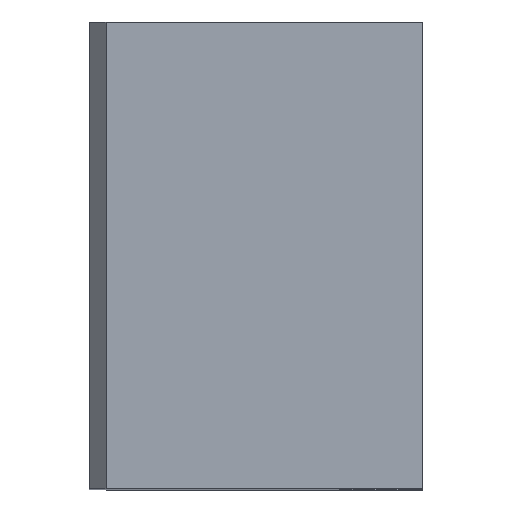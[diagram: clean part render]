
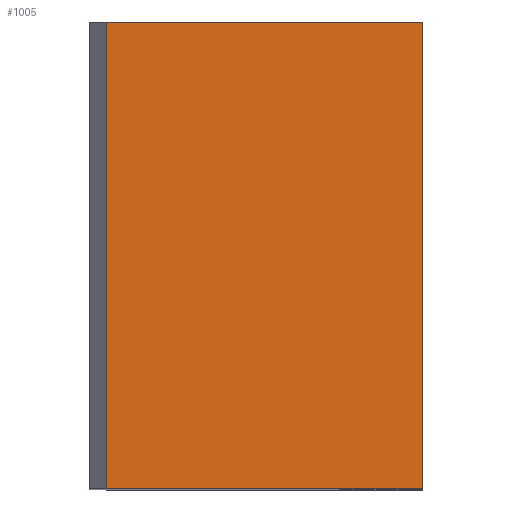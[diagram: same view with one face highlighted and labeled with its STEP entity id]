
A CAD part, top view. The second image highlights one B-rep face of the part: STEP entity #1005.
In plain terms, the highlighted planar face has unit normal (0, 0, 1).
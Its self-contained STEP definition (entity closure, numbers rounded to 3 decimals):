
#44 = PLANE('',#45);
#45 = AXIS2_PLACEMENT_3D('',#46,#47,#48);
#46 = CARTESIAN_POINT('',(-10.,0.,25.));
#47 = DIRECTION('',(0.,-1.,0.));
#48 = DIRECTION('',(0.,0.,-1.));
#100 = PLANE('',#101);
#101 = AXIS2_PLACEMENT_3D('',#102,#103,#104);
#102 = CARTESIAN_POINT('',(-10.,-28.,25.));
#103 = DIRECTION('',(0.,-1.,0.));
#104 = DIRECTION('',(0.,0.,-1.));
#413 = VERTEX_POINT('',#414);
#414 = CARTESIAN_POINT('',(0.,0.,50.));
#428 = PLANE('',#429);
#429 = AXIS2_PLACEMENT_3D('',#430,#431,#432);
#430 = CARTESIAN_POINT('',(0.,0.,0.));
#431 = DIRECTION('',(-1.,0.,0.));
#432 = DIRECTION('',(0.,0.,1.));
#440 = EDGE_CURVE('',#413,#441,#443,.T.);
#441 = VERTEX_POINT('',#442);
#442 = CARTESIAN_POINT('',(-19.,0.,50.));
#443 = SURFACE_CURVE('',#444,(#448,#455),.PCURVE_S1.);
#444 = LINE('',#445,#446);
#445 = CARTESIAN_POINT('',(0.,0.,50.));
#446 = VECTOR('',#447,1.);
#447 = DIRECTION('',(-1.,0.,0.));
#448 = PCURVE('',#44,#449);
#449 = DEFINITIONAL_REPRESENTATION('',(#450),#454);
#450 = LINE('',#451,#452);
#451 = CARTESIAN_POINT('',(-25.,10.));
#452 = VECTOR('',#453,1.);
#453 = DIRECTION('',(0.,-1.));
#454 = ( GEOMETRIC_REPRESENTATION_CONTEXT(2) 
PARAMETRIC_REPRESENTATION_CONTEXT() REPRESENTATION_CONTEXT('2D SPACE',''
  ) );
#455 = PCURVE('',#456,#461);
#456 = PLANE('',#457);
#457 = AXIS2_PLACEMENT_3D('',#458,#459,#460);
#458 = CARTESIAN_POINT('',(0.,0.,50.));
#459 = DIRECTION('',(0.,0.,-1.));
#460 = DIRECTION('',(-1.,0.,0.));
#461 = DEFINITIONAL_REPRESENTATION('',(#462),#466);
#462 = LINE('',#463,#464);
#463 = CARTESIAN_POINT('',(0.,0.));
#464 = VECTOR('',#465,1.);
#465 = DIRECTION('',(1.,0.));
#466 = ( GEOMETRIC_REPRESENTATION_CONTEXT(2) 
PARAMETRIC_REPRESENTATION_CONTEXT() REPRESENTATION_CONTEXT('2D SPACE',''
  ) );
#482 = PLANE('',#483);
#483 = AXIS2_PLACEMENT_3D('',#484,#485,#486);
#484 = CARTESIAN_POINT('',(-19.5,0.,49.5));
#485 = DIRECTION('',(-0.707,0.,0.707));
#486 = DIRECTION('',(0.,-1.,0.));
#816 = VERTEX_POINT('',#817);
#817 = CARTESIAN_POINT('',(0.,-28.,50.));
#838 = EDGE_CURVE('',#816,#839,#841,.T.);
#839 = VERTEX_POINT('',#840);
#840 = CARTESIAN_POINT('',(-19.,-28.,50.));
#841 = SURFACE_CURVE('',#842,(#846,#853),.PCURVE_S1.);
#842 = LINE('',#843,#844);
#843 = CARTESIAN_POINT('',(0.,-28.,50.));
#844 = VECTOR('',#845,1.);
#845 = DIRECTION('',(-1.,0.,0.));
#846 = PCURVE('',#100,#847);
#847 = DEFINITIONAL_REPRESENTATION('',(#848),#852);
#848 = LINE('',#849,#850);
#849 = CARTESIAN_POINT('',(-25.,10.));
#850 = VECTOR('',#851,1.);
#851 = DIRECTION('',(0.,-1.));
#852 = ( GEOMETRIC_REPRESENTATION_CONTEXT(2) 
PARAMETRIC_REPRESENTATION_CONTEXT() REPRESENTATION_CONTEXT('2D SPACE',''
  ) );
#853 = PCURVE('',#456,#854);
#854 = DEFINITIONAL_REPRESENTATION('',(#855),#859);
#855 = LINE('',#856,#857);
#856 = CARTESIAN_POINT('',(0.,-28.));
#857 = VECTOR('',#858,1.);
#858 = DIRECTION('',(1.,0.));
#859 = ( GEOMETRIC_REPRESENTATION_CONTEXT(2) 
PARAMETRIC_REPRESENTATION_CONTEXT() REPRESENTATION_CONTEXT('2D SPACE',''
  ) );
#985 = EDGE_CURVE('',#441,#839,#986,.T.);
#986 = SURFACE_CURVE('',#987,(#991,#998),.PCURVE_S1.);
#987 = LINE('',#988,#989);
#988 = CARTESIAN_POINT('',(-19.,0.,50.));
#989 = VECTOR('',#990,1.);
#990 = DIRECTION('',(0.,-1.,0.));
#991 = PCURVE('',#482,#992);
#992 = DEFINITIONAL_REPRESENTATION('',(#993),#997);
#993 = LINE('',#994,#995);
#994 = CARTESIAN_POINT('',(0.,0.707));
#995 = VECTOR('',#996,1.);
#996 = DIRECTION('',(1.,0.));
#997 = ( GEOMETRIC_REPRESENTATION_CONTEXT(2) 
PARAMETRIC_REPRESENTATION_CONTEXT() REPRESENTATION_CONTEXT('2D SPACE',''
  ) );
#998 = PCURVE('',#456,#999);
#999 = DEFINITIONAL_REPRESENTATION('',(#1000),#1004);
#1000 = LINE('',#1001,#1002);
#1001 = CARTESIAN_POINT('',(19.,0.));
#1002 = VECTOR('',#1003,1.);
#1003 = DIRECTION('',(0.,-1.));
#1004 = ( GEOMETRIC_REPRESENTATION_CONTEXT(2) 
PARAMETRIC_REPRESENTATION_CONTEXT() REPRESENTATION_CONTEXT('2D SPACE',''
  ) );
#1005 = ADVANCED_FACE('',(#1006),#456,.F.);
#1006 = FACE_BOUND('',#1007,.F.);
#1007 = EDGE_LOOP('',(#1008,#1009,#1030,#1031));
#1008 = ORIENTED_EDGE('',*,*,#440,.F.);
#1009 = ORIENTED_EDGE('',*,*,#1010,.T.);
#1010 = EDGE_CURVE('',#413,#816,#1011,.T.);
#1011 = SURFACE_CURVE('',#1012,(#1016,#1023),.PCURVE_S1.);
#1012 = LINE('',#1013,#1014);
#1013 = CARTESIAN_POINT('',(0.,0.,50.));
#1014 = VECTOR('',#1015,1.);
#1015 = DIRECTION('',(0.,-1.,0.));
#1016 = PCURVE('',#456,#1017);
#1017 = DEFINITIONAL_REPRESENTATION('',(#1018),#1022);
#1018 = LINE('',#1019,#1020);
#1019 = CARTESIAN_POINT('',(0.,0.));
#1020 = VECTOR('',#1021,1.);
#1021 = DIRECTION('',(0.,-1.));
#1022 = ( GEOMETRIC_REPRESENTATION_CONTEXT(2) 
PARAMETRIC_REPRESENTATION_CONTEXT() REPRESENTATION_CONTEXT('2D SPACE',''
  ) );
#1023 = PCURVE('',#428,#1024);
#1024 = DEFINITIONAL_REPRESENTATION('',(#1025),#1029);
#1025 = LINE('',#1026,#1027);
#1026 = CARTESIAN_POINT('',(50.,0.));
#1027 = VECTOR('',#1028,1.);
#1028 = DIRECTION('',(0.,-1.));
#1029 = ( GEOMETRIC_REPRESENTATION_CONTEXT(2) 
PARAMETRIC_REPRESENTATION_CONTEXT() REPRESENTATION_CONTEXT('2D SPACE',''
  ) );
#1030 = ORIENTED_EDGE('',*,*,#838,.T.);
#1031 = ORIENTED_EDGE('',*,*,#985,.F.);
